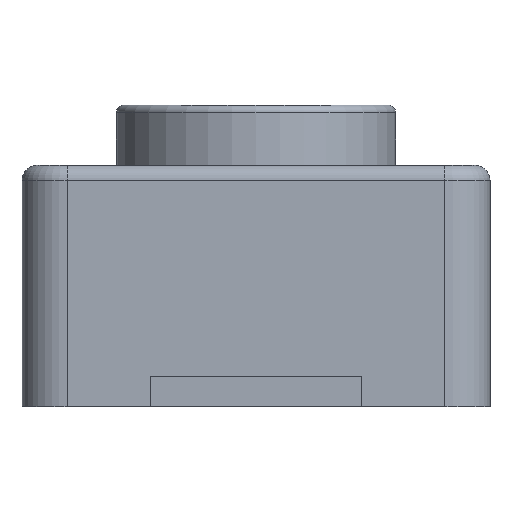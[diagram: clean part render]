
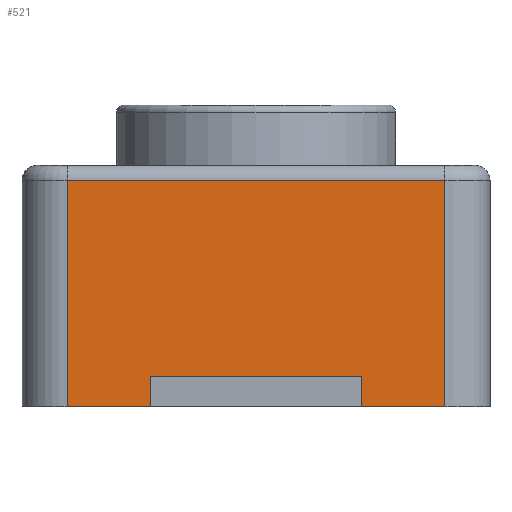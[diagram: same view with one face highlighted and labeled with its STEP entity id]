
A CAD part, left-side view. The second image highlights one B-rep face of the part: STEP entity #521.
In plain terms, the highlighted planar face has unit normal (-1, 0, 0).
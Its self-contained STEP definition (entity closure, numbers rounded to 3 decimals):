
#20=PLANE('',#592);
#39=LINE('',#813,#84);
#46=LINE('',#847,#91);
#50=LINE('',#853,#95);
#55=LINE('',#863,#100);
#84=VECTOR('',#649,10.);
#91=VECTOR('',#686,10.);
#95=VECTOR('',#694,10.);
#100=VECTOR('',#709,10.);
#164=FACE_OUTER_BOUND('',#198,.T.);
#198=EDGE_LOOP('',(#423,#424,#425,#426));
#251=VERTEX_POINT('',#804);
#254=VERTEX_POINT('',#811);
#261=VERTEX_POINT('',#834);
#265=VERTEX_POINT('',#843);
#300=EDGE_CURVE('',#254,#251,#39,.T.);
#317=EDGE_CURVE('',#261,#265,#46,.T.);
#321=EDGE_CURVE('',#251,#261,#50,.T.);
#326=EDGE_CURVE('',#254,#265,#55,.T.);
#423=ORIENTED_EDGE('',*,*,#300,.F.);
#424=ORIENTED_EDGE('',*,*,#326,.T.);
#425=ORIENTED_EDGE('',*,*,#317,.F.);
#426=ORIENTED_EDGE('',*,*,#321,.F.);
#521=ADVANCED_FACE('',(#164),#20,.T.);
#592=AXIS2_PLACEMENT_3D('',#862,#707,#708);
#649=DIRECTION('',(0.,0.,1.));
#686=DIRECTION('',(0.,0.,-1.));
#694=DIRECTION('',(0.,-1.,0.));
#707=DIRECTION('center_axis',(-1.,0.,0.));
#708=DIRECTION('ref_axis',(0.,-1.,0.));
#709=DIRECTION('',(0.,-1.,0.));
#804=CARTESIAN_POINT('',(-2.,1.25,1.5));
#811=CARTESIAN_POINT('',(-2.,1.25,0.));
#813=CARTESIAN_POINT('',(-2.,1.25,0.));
#834=CARTESIAN_POINT('',(-2.,-1.25,1.5));
#843=CARTESIAN_POINT('',(-2.,-1.25,0.));
#847=CARTESIAN_POINT('',(-2.,-1.25,0.));
#853=CARTESIAN_POINT('',(-2.,0.775,1.5));
#862=CARTESIAN_POINT('Origin',(-2.,1.55,0.));
#863=CARTESIAN_POINT('',(-2.,1.55,0.));
